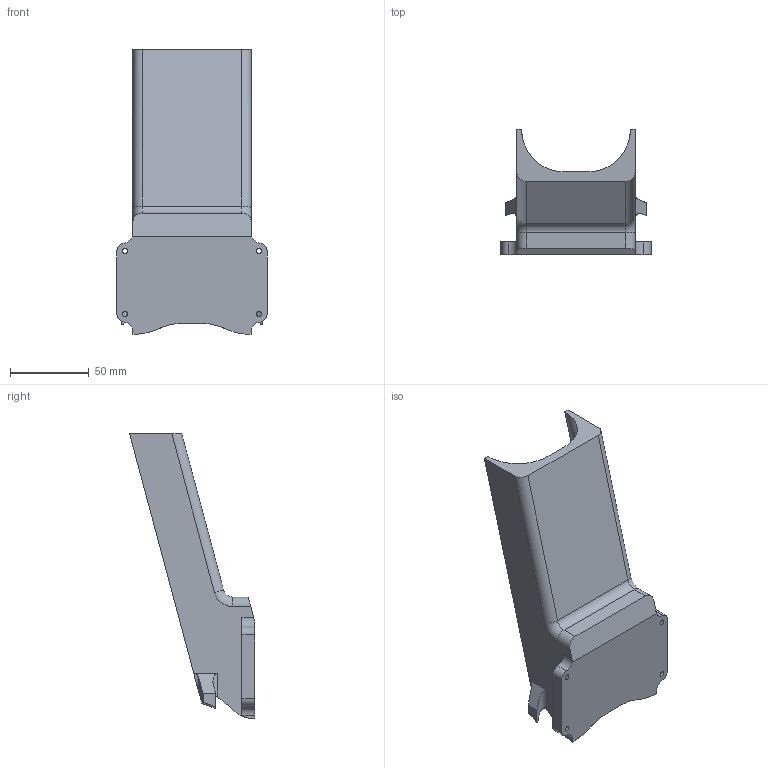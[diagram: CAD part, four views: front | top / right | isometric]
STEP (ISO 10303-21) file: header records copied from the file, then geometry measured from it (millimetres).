
FILE_DESCRIPTION (( 'STEP AP214' ), '1' );
FILE_NAME ('Ramp Straight.STEP', '2024-09-02T00:26:07', ( '' ), ( '' ), 'SwSTEP 2.0', 'SolidWorks 2023', '' );
FILE_SCHEMA (( 'AUTOMOTIVE_DESIGN' ));
Length unit declared in the file: millimetre
Products named in the file (1): Ramp Straight
Bounding box: 95 x 79.18 x 180.4 mm (x, y, z)
Volume: 209539.2 mm3; surface area: 49683.5 mm2
Topology: 1 solids, 1 shells, 62 faces, 172 edges, 112 vertices
Faces by surface type: cylinder 25, plane 25, bspline 10, torus 2
Entity records: 2747 total; most frequent: CARTESIAN_POINT 1217, ORIENTED_EDGE 344, DIRECTION 276, EDGE_CURVE 172, VERTEX_POINT 112, AXIS2_PLACEMENT_3D 95, VECTOR 86, LINE 86
